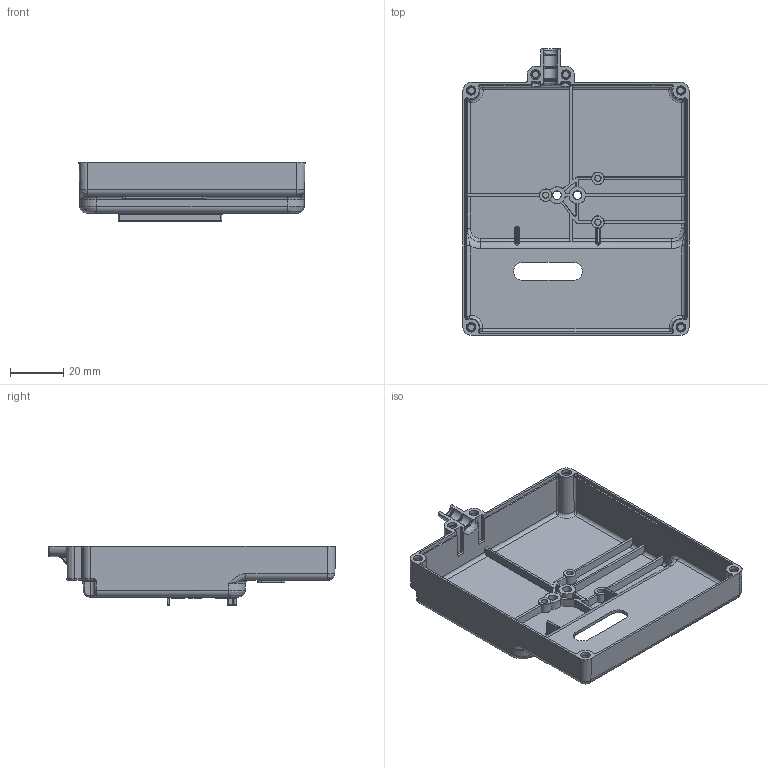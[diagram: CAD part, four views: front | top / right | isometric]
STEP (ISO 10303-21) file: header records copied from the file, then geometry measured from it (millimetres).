
FILE_DESCRIPTION(/* description */ ('OPTICS HOUSING BASE'),/* implementation_level */ '2;1');
FILE_NAME(/* name */ '7819-030-0600_rK Optics Housing Base.stp',/* time_stamp */ '2017-06-28T14:53:08-04:00',/* author */ ('chp'),/* organization */ (''),/* preprocessor_version */ 'ST-DEVELOPER v15.6',/* originating_system */ 'Autodesk Inventor 2015',/* authorisation */ '0 in^3');
FILE_SCHEMA (('AUTOMOTIVE_DESIGN { 1 0 10303 214 3 1 1 }'));
Length unit declared in the file: inch
Products named in the file (1): 7819-030-0600 Optics Housing Base
Bounding box: 85.09 x 107.95 x 22.23 mm (x, y, z)
Volume: 19346.2 mm3; surface area: 30435.5 mm2
Topology: 1 solids, 1 shells, 488 faces, 1195 edges, 718 vertices
Faces by surface type: plane 171, cylinder 126, cone 82, bspline 68, torus 31, sphere 10
Entity records: 18509 total; most frequent: CARTESIAN_POINT 7285, DIRECTION 2387, ORIENTED_EDGE 2310, EDGE_CURVE 1155, AXIS2_PLACEMENT_3D 928, VERTEX_POINT 714, EDGE_LOOP 539, LINE 531
